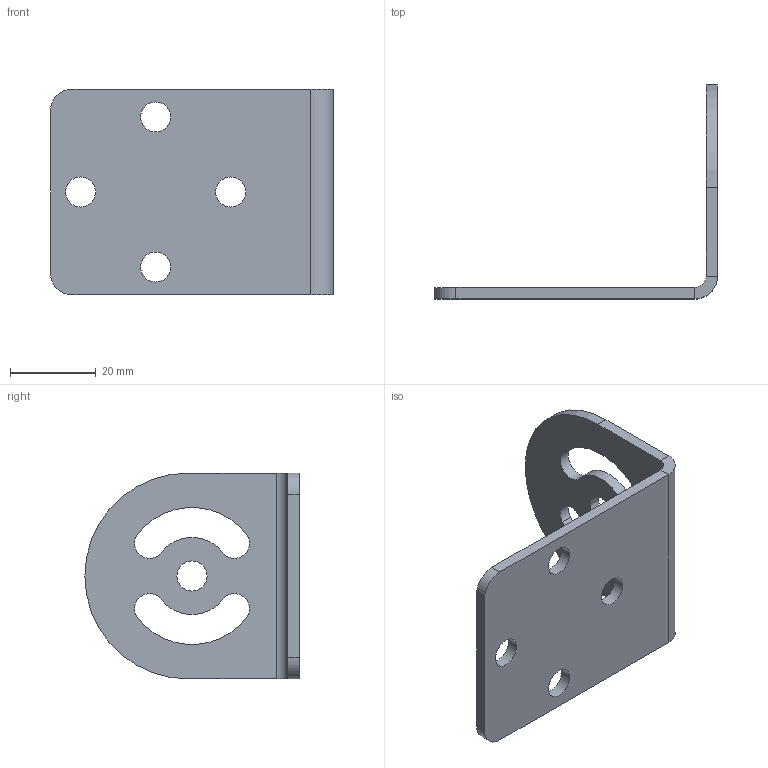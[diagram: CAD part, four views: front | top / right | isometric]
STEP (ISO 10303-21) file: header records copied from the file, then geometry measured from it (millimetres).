
FILE_DESCRIPTION((''),'2;1');
FILE_NAME('149758_SW','2010-05-07T',('banengservice'),('BANNER ENGINEERING'),'PRO/ENGINEER BY PARAMETRIC TECHNOLOGY CORPORATION, 2009141','PRO/ENGINEER BY PARAMETRIC TECHNOLOGY CORPORATION, 2009141','');
FILE_SCHEMA(('CONFIG_CONTROL_DESIGN'));
Length unit declared in the file: inch
Products named in the file (1): 149758_SW
Bounding box: 66 x 50 x 48 mm (x, y, z)
Volume: 11984.8 mm3; surface area: 10456 mm2
Topology: 1 solids, 1 shells, 35 faces, 91 edges, 58 vertices
Faces by surface type: cylinder 24, plane 11
Entity records: 1157 total; most frequent: DIRECTION 209, CARTESIAN_POINT 184, ORIENTED_EDGE 182, EDGE_CURVE 91, AXIS2_PLACEMENT_3D 83, VERTEX_POINT 58, EDGE_LOOP 49, CIRCLE 48
